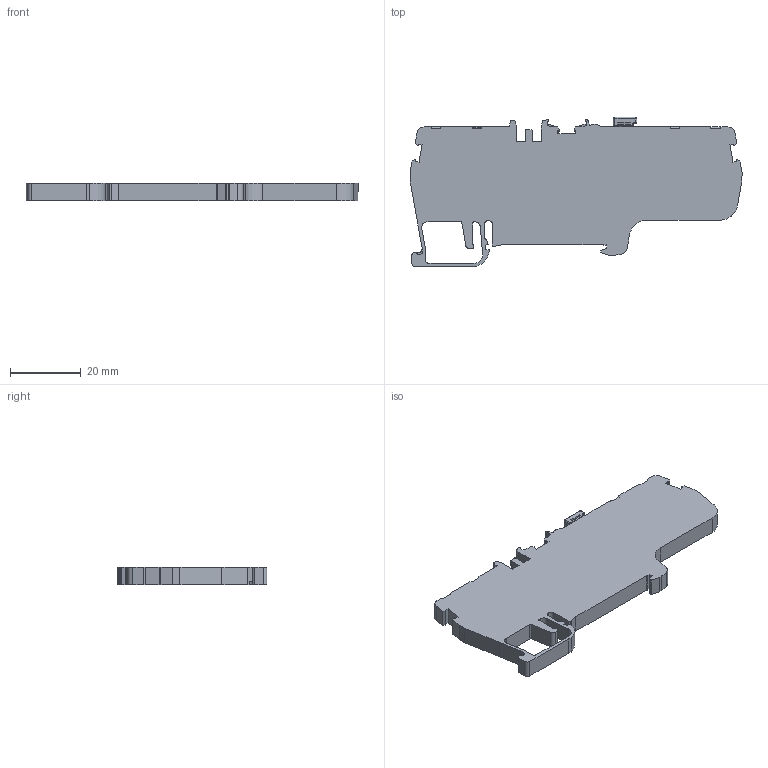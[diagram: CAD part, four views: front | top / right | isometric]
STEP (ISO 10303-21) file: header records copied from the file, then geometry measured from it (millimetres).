
FILE_DESCRIPTION (( 'STEP AP214' ), '1' );
FILE_NAME ('307219_PYK 2,5 CCA_Grey.STP', '2013-11-13T09:31:27', ( 'arge' ), ( 'Microsoft' ), 'SwSTEP 2.0', 'SolidWorks 2013', '' );
FILE_SCHEMA (( 'AUTOMOTIVE_DESIGN' ));
Length unit declared in the file: millimetre
Products named in the file (1): 307219_PYK 2,5 CCA_Grey
Bounding box: 93.91 x 42.41 x 5 mm (x, y, z)
Volume: 13741.5 mm3; surface area: 7650 mm2
Topology: 1 solids, 1 shells, 386 faces, 1106 edges, 720 vertices
Faces by surface type: plane 216, cylinder 141, cone 15, torus 8, sphere 6
Entity records: 16692 total; most frequent: CARTESIAN_POINT 2385, ORIENTED_EDGE 2200, DIRECTION 2122, EDGE_CURVE 1100, LINE 748, VECTOR 748, VERTEX_POINT 720, AXIS2_PLACEMENT_3D 687
